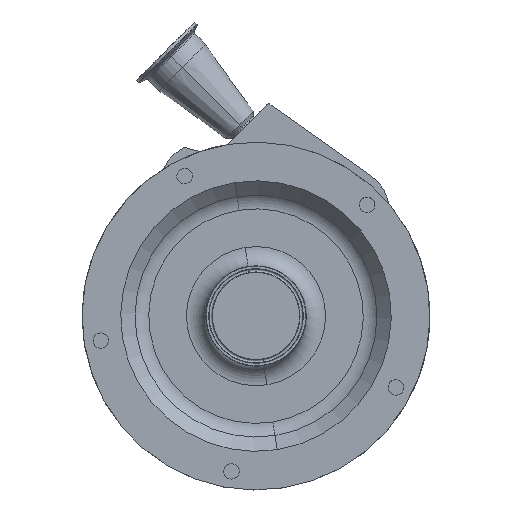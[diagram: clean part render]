
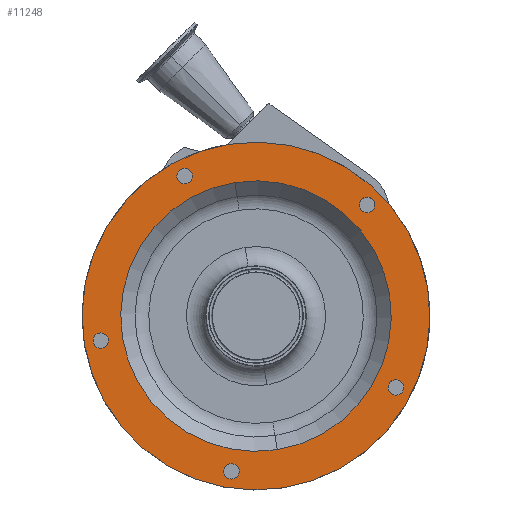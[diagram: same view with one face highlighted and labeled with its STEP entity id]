
A CAD part, top view. The second image highlights one B-rep face of the part: STEP entity #11248.
In plain terms, the highlighted planar face has unit normal (0, 0, 1).
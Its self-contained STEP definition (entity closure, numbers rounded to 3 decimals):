
#106 = DIRECTION ( 'NONE',  ( 0., 0., 1. ) ) ;
#123 = EDGE_LOOP ( 'NONE', ( #6545, #10333 ) ) ;
#400 = VERTEX_POINT ( 'NONE', #12183 ) ;
#464 = FACE_BOUND ( 'NONE', #123, .T. ) ;
#476 = ORIENTED_EDGE ( 'NONE', *, *, #13980, .F. ) ;
#640 = CARTESIAN_POINT ( 'NONE',  ( -38.52, -6.101, 241. ) ) ;
#720 = ORIENTED_EDGE ( 'NONE', *, *, #1956, .F. ) ;
#772 = CARTESIAN_POINT ( 'NONE',  ( 90.51, 82.024, 241. ) ) ;
#811 = EDGE_CURVE ( 'NONE', #5083, #2794, #13404, .T. ) ;
#814 = DIRECTION ( 'NONE',  ( 0., 0., 1. ) ) ;
#996 = CARTESIAN_POINT ( 'NONE',  ( 86.267, 86.267, 241. ) ) ;
#1100 = CIRCLE ( 'NONE', #4092, 6. ) ;
#1146 = EDGE_CURVE ( 'NONE', #2794, #5083, #8371, .T. ) ;
#1159 = VERTEX_POINT ( 'NONE', #13012 ) ;
#1561 = CIRCLE ( 'NONE', #13729, 6. ) ;
#1749 = DIRECTION ( 'NONE',  ( 0., 0., 1. ) ) ;
#1859 = FACE_BOUND ( 'NONE', #2137, .T. ) ;
#1956 = EDGE_CURVE ( 'NONE', #11006, #17941, #1561, .T. ) ;
#2037 = DIRECTION ( 'NONE',  ( -1., 0., 0. ) ) ;
#2137 = EDGE_LOOP ( 'NONE', ( #476, #6720 ) ) ;
#2162 = EDGE_LOOP ( 'NONE', ( #7447, #12845 ) ) ;
#2216 = DIRECTION ( 'NONE',  ( -0.454, -0.891, 0. ) ) ;
#2269 = VERTEX_POINT ( 'NONE', #14628 ) ;
#2422 = DIRECTION ( 'NONE',  ( -0.156, 0.988, 0. ) ) ;
#2756 = AXIS2_PLACEMENT_3D ( 'NONE', #640, #9268, #2037 ) ;
#2794 = VERTEX_POINT ( 'NONE', #17534 ) ;
#2803 = DIRECTION ( 'NONE',  ( 0., 0., 1. ) ) ;
#2845 = DIRECTION ( 'NONE',  ( 0.891, 0.454, 0. ) ) ;
#2888 = EDGE_LOOP ( 'NONE', ( #10909, #720 ) ) ;
#2989 = DIRECTION ( 'NONE',  ( 0., 0., 1. ) ) ;
#3060 = DIRECTION ( 'NONE',  ( 0., 0., 1. ) ) ;
#3068 = EDGE_LOOP ( 'NONE', ( #18081, #10020 ) ) ;
#3180 = VERTEX_POINT ( 'NONE', #11740 ) ;
#3358 = PLANE ( 'NONE',  #2756 ) ;
#3398 = VERTEX_POINT ( 'NONE', #772 ) ;
#3436 = CARTESIAN_POINT ( 'NONE',  ( 108.703, -55.387, 241. ) ) ;
#4007 = CARTESIAN_POINT ( 'NONE',  ( -50.041, 111.427, 241. ) ) ;
#4092 = AXIS2_PLACEMENT_3D ( 'NONE', #3436, #10470, #2216 ) ;
#4237 = ORIENTED_EDGE ( 'NONE', *, *, #13632, .F. ) ;
#4299 = ORIENTED_EDGE ( 'NONE', *, *, #11544, .F. ) ;
#4442 = CIRCLE ( 'NONE', #9458, 6. ) ;
#4960 = CIRCLE ( 'NONE', #5547, 6. ) ;
#5009 = EDGE_CURVE ( 'NONE', #3180, #6324, #13557, .T. ) ;
#5083 = VERTEX_POINT ( 'NONE', #13015 ) ;
#5244 = CIRCLE ( 'NONE', #15624, 6. ) ;
#5417 = ORIENTED_EDGE ( 'NONE', *, *, #18377, .F. ) ;
#5547 = AXIS2_PLACEMENT_3D ( 'NONE', #12365, #15147, #2422 ) ;
#5566 = CARTESIAN_POINT ( 'NONE',  ( -55.387, 108.703, 241. ) ) ;
#5814 = DIRECTION ( 'NONE',  ( -0.988, 0.156, 0. ) ) ;
#6122 = ORIENTED_EDGE ( 'NONE', *, *, #5009, .F. ) ;
#6240 = AXIS2_PLACEMENT_3D ( 'NONE', #17276, #11954, #17452 ) ;
#6324 = VERTEX_POINT ( 'NONE', #6593 ) ;
#6545 = ORIENTED_EDGE ( 'NONE', *, *, #13199, .F. ) ;
#6568 = CARTESIAN_POINT ( 'NONE',  ( 86.267, 86.267, 241. ) ) ;
#6571 = AXIS2_PLACEMENT_3D ( 'NONE', #15770, #3060, #5814 ) ;
#6593 = CARTESIAN_POINT ( 'NONE',  ( -13.159, -121.437, 241. ) ) ;
#6720 = ORIENTED_EDGE ( 'NONE', *, *, #18292, .F. ) ;
#6850 = VERTEX_POINT ( 'NONE', #4007 ) ;
#7125 = CARTESIAN_POINT ( 'NONE',  ( 82.024, 90.51, 241. ) ) ;
#7447 = ORIENTED_EDGE ( 'NONE', *, *, #10778, .F. ) ;
#7499 = FACE_BOUND ( 'NONE', #2888, .T. ) ;
#7601 = CIRCLE ( 'NONE', #17144, 6. ) ;
#7794 = CARTESIAN_POINT ( 'NONE',  ( -119.559, -25.011, 241. ) ) ;
#7890 = CIRCLE ( 'NONE', #18310, 6. ) ;
#8053 = DIRECTION ( 'NONE',  ( 0.707, -0.707, 0. ) ) ;
#8371 = CIRCLE ( 'NONE', #12242, 135. ) ;
#8507 = AXIS2_PLACEMENT_3D ( 'NONE', #12249, #814, #2845 ) ;
#8565 = CARTESIAN_POINT ( 'NONE',  ( 105.979, -60.733, 241. ) ) ;
#8720 = CARTESIAN_POINT ( 'NONE',  ( 0., 0., 241. ) ) ;
#9235 = CIRCLE ( 'NONE', #16376, 105. ) ;
#9268 = DIRECTION ( 'NONE',  ( 0., 0., -1. ) ) ;
#9458 = AXIS2_PLACEMENT_3D ( 'NONE', #996, #12537, #8053 ) ;
#9861 = EDGE_CURVE ( 'NONE', #400, #2269, #17572, .T. ) ;
#10020 = ORIENTED_EDGE ( 'NONE', *, *, #1146, .T. ) ;
#10040 = CARTESIAN_POINT ( 'NONE',  ( 108.703, -55.387, 241. ) ) ;
#10205 = DIRECTION ( 'NONE',  ( -0.156, 0.988, 0. ) ) ;
#10333 = ORIENTED_EDGE ( 'NONE', *, *, #13177, .F. ) ;
#10470 = DIRECTION ( 'NONE',  ( 0., 0., 1. ) ) ;
#10778 = EDGE_CURVE ( 'NONE', #2269, #400, #9235, .T. ) ;
#10909 = ORIENTED_EDGE ( 'NONE', *, *, #13352, .F. ) ;
#11006 = VERTEX_POINT ( 'NONE', #12467 ) ;
#11228 = DIRECTION ( 'NONE',  ( 0.707, -0.707, 0. ) ) ;
#11248 = ADVANCED_FACE ( 'NONE', ( #13103, #17388, #1859, #7499, #13191, #464, #11792 ), #3358, .F. ) ;
#11323 = DIRECTION ( 'NONE',  ( 0.891, 0.454, 0. ) ) ;
#11333 = CIRCLE ( 'NONE', #6571, 6. ) ;
#11544 = EDGE_CURVE ( 'NONE', #6324, #3180, #11333, .T. ) ;
#11740 = CARTESIAN_POINT ( 'NONE',  ( -25.011, -119.559, 241. ) ) ;
#11778 = CIRCLE ( 'NONE', #8507, 6. ) ;
#11792 = FACE_BOUND ( 'NONE', #2162, .T. ) ;
#11954 = DIRECTION ( 'NONE',  ( 0., 0., 1. ) ) ;
#12093 = DIRECTION ( 'NONE',  ( 0., 0., 1. ) ) ;
#12183 = CARTESIAN_POINT ( 'NONE',  ( 16.426, -103.707, 241. ) ) ;
#12184 = CARTESIAN_POINT ( 'NONE',  ( 0., 0., 241. ) ) ;
#12242 = AXIS2_PLACEMENT_3D ( 'NONE', #8720, #2989, #17204 ) ;
#12249 = CARTESIAN_POINT ( 'NONE',  ( -55.387, 108.703, 241. ) ) ;
#12267 = DIRECTION ( 'NONE',  ( 0., 0., 1. ) ) ;
#12365 = CARTESIAN_POINT ( 'NONE',  ( -120.498, -19.085, 241. ) ) ;
#12467 = CARTESIAN_POINT ( 'NONE',  ( 111.427, -50.041, 241. ) ) ;
#12537 = DIRECTION ( 'NONE',  ( 0., 0., 1. ) ) ;
#12632 = CARTESIAN_POINT ( 'NONE',  ( 0., 0., 241. ) ) ;
#12845 = ORIENTED_EDGE ( 'NONE', *, *, #9861, .F. ) ;
#13012 = CARTESIAN_POINT ( 'NONE',  ( -121.437, -13.159, 241. ) ) ;
#13015 = CARTESIAN_POINT ( 'NONE',  ( -21.119, 133.338, 241. ) ) ;
#13103 = FACE_OUTER_BOUND ( 'NONE', #3068, .T. ) ;
#13110 = CARTESIAN_POINT ( 'NONE',  ( -19.085, -120.498, 241. ) ) ;
#13177 = EDGE_CURVE ( 'NONE', #15003, #1159, #4960, .T. ) ;
#13191 = FACE_BOUND ( 'NONE', #17228, .T. ) ;
#13199 = EDGE_CURVE ( 'NONE', #1159, #15003, #7601, .T. ) ;
#13352 = EDGE_CURVE ( 'NONE', #17941, #11006, #1100, .T. ) ;
#13404 = CIRCLE ( 'NONE', #14296, 135. ) ;
#13557 = CIRCLE ( 'NONE', #14443, 6. ) ;
#13632 = EDGE_CURVE ( 'NONE', #6850, #14509, #11778, .T. ) ;
#13729 = AXIS2_PLACEMENT_3D ( 'NONE', #10040, #15542, #15622 ) ;
#13980 = EDGE_CURVE ( 'NONE', #3398, #15263, #4442, .T. ) ;
#14296 = AXIS2_PLACEMENT_3D ( 'NONE', #12632, #16816, #15589 ) ;
#14443 = AXIS2_PLACEMENT_3D ( 'NONE', #13110, #106, #17030 ) ;
#14476 = EDGE_LOOP ( 'NONE', ( #4237, #5417 ) ) ;
#14509 = VERTEX_POINT ( 'NONE', #15295 ) ;
#14628 = CARTESIAN_POINT ( 'NONE',  ( -16.426, 103.707, 241. ) ) ;
#15003 = VERTEX_POINT ( 'NONE', #7794 ) ;
#15147 = DIRECTION ( 'NONE',  ( 0., 0., 1. ) ) ;
#15263 = VERTEX_POINT ( 'NONE', #7125 ) ;
#15295 = CARTESIAN_POINT ( 'NONE',  ( -60.733, 105.979, 241. ) ) ;
#15542 = DIRECTION ( 'NONE',  ( 0., 0., 1. ) ) ;
#15589 = DIRECTION ( 'NONE',  ( -0.156, 0.988, 0. ) ) ;
#15622 = DIRECTION ( 'NONE',  ( -0.454, -0.891, 0. ) ) ;
#15624 = AXIS2_PLACEMENT_3D ( 'NONE', #6568, #12267, #11228 ) ;
#15770 = CARTESIAN_POINT ( 'NONE',  ( -19.085, -120.498, 241. ) ) ;
#16376 = AXIS2_PLACEMENT_3D ( 'NONE', #12184, #12093, #17677 ) ;
#16816 = DIRECTION ( 'NONE',  ( 0., 0., 1. ) ) ;
#16923 = CARTESIAN_POINT ( 'NONE',  ( -120.498, -19.085, 241. ) ) ;
#17030 = DIRECTION ( 'NONE',  ( -0.988, 0.156, 0. ) ) ;
#17144 = AXIS2_PLACEMENT_3D ( 'NONE', #16923, #2803, #10205 ) ;
#17204 = DIRECTION ( 'NONE',  ( -0.156, 0.988, 0. ) ) ;
#17228 = EDGE_LOOP ( 'NONE', ( #6122, #4299 ) ) ;
#17276 = CARTESIAN_POINT ( 'NONE',  ( 0., 0., 241. ) ) ;
#17388 = FACE_BOUND ( 'NONE', #14476, .T. ) ;
#17452 = DIRECTION ( 'NONE',  ( -0.156, 0.988, 0. ) ) ;
#17534 = CARTESIAN_POINT ( 'NONE',  ( 21.119, -133.338, 241. ) ) ;
#17572 = CIRCLE ( 'NONE', #6240, 105. ) ;
#17677 = DIRECTION ( 'NONE',  ( -0.156, 0.988, 0. ) ) ;
#17941 = VERTEX_POINT ( 'NONE', #8565 ) ;
#18081 = ORIENTED_EDGE ( 'NONE', *, *, #811, .T. ) ;
#18292 = EDGE_CURVE ( 'NONE', #15263, #3398, #5244, .T. ) ;
#18310 = AXIS2_PLACEMENT_3D ( 'NONE', #5566, #1749, #11323 ) ;
#18377 = EDGE_CURVE ( 'NONE', #14509, #6850, #7890, .T. ) ;
